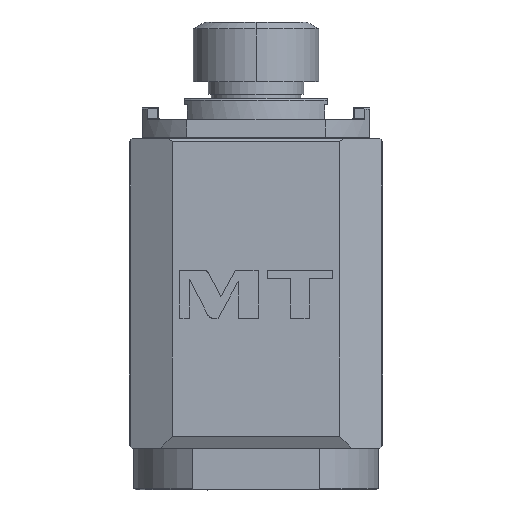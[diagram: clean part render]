
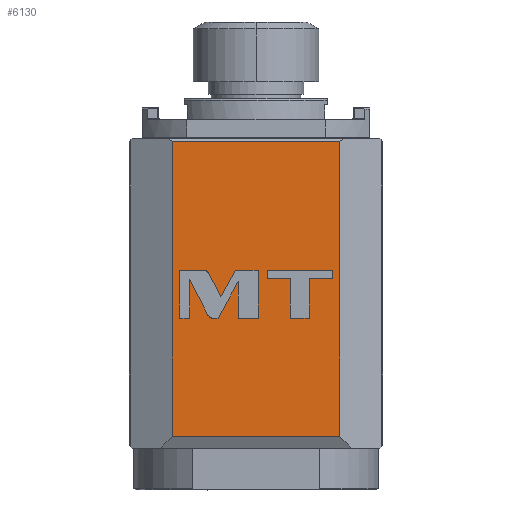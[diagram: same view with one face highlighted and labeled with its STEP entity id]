
A CAD part, left-side view. The second image highlights one B-rep face of the part: STEP entity #6130.
In plain terms, the highlighted planar face has unit normal (-1, 0, 0).
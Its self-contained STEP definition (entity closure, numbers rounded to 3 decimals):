
#773=DIRECTION('',(0.,1.,0.));
#774=VECTOR('',#773,56.);
#775=CARTESIAN_POINT('',(-99.,-28.,51.2));
#776=LINE('',#775,#774);
#777=DIRECTION('',(0.,0.,1.));
#778=VECTOR('',#777,98.7);
#779=CARTESIAN_POINT('',(-99.,-28.,-47.5));
#780=LINE('',#779,#778);
#781=DIRECTION('',(0.,-1.,0.));
#782=VECTOR('',#781,56.);
#783=CARTESIAN_POINT('',(-99.,28.,-47.5));
#784=LINE('',#783,#782);
#785=DIRECTION('',(0.,0.,1.));
#786=VECTOR('',#785,98.7);
#787=CARTESIAN_POINT('',(-99.,28.,-47.5));
#788=LINE('',#787,#786);
#789=CARTESIAN_POINT('',(-99.,15.816,6.958));
#790=CARTESIAN_POINT('',(-99.,16.148,7.601));
#791=CARTESIAN_POINT('',(-99.,16.804,8.));
#792=CARTESIAN_POINT('',(-99.,17.528,8.));
#794=DIRECTION('',(0.,1.,0.));
#795=VECTOR('',#794,8.043);
#796=CARTESIAN_POINT('',(-99.,17.528,8.));
#797=LINE('',#796,#795);
#798=DIRECTION('',(0.,0.,-1.));
#799=VECTOR('',#798,16.);
#800=CARTESIAN_POINT('',(-99.,25.571,8.));
#801=LINE('',#800,#799);
#802=DIRECTION('',(0.,-1.,0.));
#803=VECTOR('',#802,3.328);
#804=CARTESIAN_POINT('',(-99.,25.571,-8.));
#805=LINE('',#804,#803);
#806=DIRECTION('',(0.,0.,1.));
#807=VECTOR('',#806,12.962);
#808=CARTESIAN_POINT('',(-99.,22.243,-8.));
#809=LINE('',#808,#807);
#810=DIRECTION('',(0.,-0.459,-0.888));
#811=VECTOR('',#810,13.419);
#812=CARTESIAN_POINT('',(-99.,22.243,4.962));
#813=LINE('',#812,#811);
#814=CARTESIAN_POINT('',(-99.,16.08,-6.958));
#815=CARTESIAN_POINT('',(-99.,15.747,-7.601));
#816=CARTESIAN_POINT('',(-99.,15.091,-8.));
#817=CARTESIAN_POINT('',(-99.,14.367,-8.));
#819=DIRECTION('',(0.,-1.,0.));
#820=VECTOR('',#819,1.669);
#821=CARTESIAN_POINT('',(-99.,14.367,-8.));
#822=LINE('',#821,#820);
#823=DIRECTION('',(0.,-0.481,0.877));
#824=VECTOR('',#823,13.883);
#825=CARTESIAN_POINT('',(-99.,12.698,-8.));
#826=LINE('',#825,#824);
#827=DIRECTION('',(0.,0.,-1.));
#828=VECTOR('',#827,12.17);
#829=CARTESIAN_POINT('',(-99.,6.018,4.17));
#830=LINE('',#829,#828);
#831=DIRECTION('',(0.,-1.,0.));
#832=VECTOR('',#831,6.733);
#833=CARTESIAN_POINT('',(-99.,6.018,-8.));
#834=LINE('',#833,#832);
#835=DIRECTION('',(0.,0.,1.));
#836=VECTOR('',#835,16.);
#837=CARTESIAN_POINT('',(-99.,-0.715,-8.));
#838=LINE('',#837,#836);
#839=DIRECTION('',(0.,1.,0.));
#840=VECTOR('',#839,7.59);
#841=CARTESIAN_POINT('',(-99.,-0.715,8.));
#842=LINE('',#841,#840);
#843=DIRECTION('',(0.,0.481,-0.877));
#844=VECTOR('',#843,10.144);
#845=CARTESIAN_POINT('',(-99.,6.875,8.));
#846=LINE('',#845,#844);
#847=DIRECTION('',(0.,0.459,0.888));
#848=VECTOR('',#847,8.838);
#849=CARTESIAN_POINT('',(-99.,11.756,-0.893));
#850=LINE('',#849,#848);
#851=DIRECTION('',(0.,0.,-1.));
#852=VECTOR('',#851,13.275);
#853=CARTESIAN_POINT('',(-99.,-11.475,5.275));
#854=LINE('',#853,#852);
#855=DIRECTION('',(0.,-1.,0.));
#856=VECTOR('',#855,6.337);
#857=CARTESIAN_POINT('',(-99.,-11.475,-8.));
#858=LINE('',#857,#856);
#859=DIRECTION('',(0.,0.,1.));
#860=VECTOR('',#859,13.275);
#861=CARTESIAN_POINT('',(-99.,-17.812,-8.));
#862=LINE('',#861,#860);
#863=DIRECTION('',(0.,-1.,0.));
#864=VECTOR('',#863,7.757);
#865=CARTESIAN_POINT('',(-99.,-17.812,5.275));
#866=LINE('',#865,#864);
#867=DIRECTION('',(0.,0.,1.));
#868=VECTOR('',#867,2.725);
#869=CARTESIAN_POINT('',(-99.,-25.569,5.275));
#870=LINE('',#869,#868);
#871=DIRECTION('',(0.,1.,0.));
#872=VECTOR('',#871,21.851);
#873=CARTESIAN_POINT('',(-99.,-25.569,8.));
#874=LINE('',#873,#872);
#875=DIRECTION('',(0.,0.,-1.));
#876=VECTOR('',#875,2.725);
#877=CARTESIAN_POINT('',(-99.,-3.718,8.));
#878=LINE('',#877,#876);
#879=DIRECTION('',(0.,-1.,0.));
#880=VECTOR('',#879,7.757);
#881=CARTESIAN_POINT('',(-99.,-3.718,5.275));
#882=LINE('',#881,#880);
#4437=CARTESIAN_POINT('',(-99.,-28.,-47.5));
#4439=VERTEX_POINT('',#4437);
#4443=CARTESIAN_POINT('',(-99.,28.,-47.5));
#4444=VERTEX_POINT('',#4443);
#4449=CARTESIAN_POINT('',(-99.,-28.,51.2));
#4450=VERTEX_POINT('',#4449);
#4451=CARTESIAN_POINT('',(-99.,28.,51.2));
#4452=VERTEX_POINT('',#4451);
#5188=CARTESIAN_POINT('',(-99.,15.816,6.958));
#5189=VERTEX_POINT('',#5188);
#5190=CARTESIAN_POINT('',(-99.,17.528,8.));
#5191=VERTEX_POINT('',#5190);
#5192=CARTESIAN_POINT('',(-99.,25.571,8.));
#5193=VERTEX_POINT('',#5192);
#5194=CARTESIAN_POINT('',(-99.,25.571,-8.));
#5195=VERTEX_POINT('',#5194);
#5196=CARTESIAN_POINT('',(-99.,22.243,-8.));
#5197=VERTEX_POINT('',#5196);
#5198=CARTESIAN_POINT('',(-99.,22.243,4.962));
#5199=VERTEX_POINT('',#5198);
#5200=CARTESIAN_POINT('',(-99.,16.08,-6.958));
#5201=VERTEX_POINT('',#5200);
#5202=CARTESIAN_POINT('',(-99.,14.367,-8.));
#5203=VERTEX_POINT('',#5202);
#5204=CARTESIAN_POINT('',(-99.,12.698,-8.));
#5205=VERTEX_POINT('',#5204);
#5206=CARTESIAN_POINT('',(-99.,6.018,4.17));
#5207=VERTEX_POINT('',#5206);
#5208=CARTESIAN_POINT('',(-99.,6.018,-8.));
#5209=VERTEX_POINT('',#5208);
#5210=CARTESIAN_POINT('',(-99.,-0.715,-8.));
#5211=VERTEX_POINT('',#5210);
#5212=CARTESIAN_POINT('',(-99.,-0.715,8.));
#5213=VERTEX_POINT('',#5212);
#5214=CARTESIAN_POINT('',(-99.,6.875,8.));
#5215=VERTEX_POINT('',#5214);
#5216=CARTESIAN_POINT('',(-99.,11.756,-0.893));
#5217=VERTEX_POINT('',#5216);
#5218=CARTESIAN_POINT('',(-99.,-11.475,5.275));
#5219=VERTEX_POINT('',#5218);
#5220=CARTESIAN_POINT('',(-99.,-11.475,-8.));
#5221=VERTEX_POINT('',#5220);
#5222=CARTESIAN_POINT('',(-99.,-17.812,-8.));
#5223=VERTEX_POINT('',#5222);
#5224=CARTESIAN_POINT('',(-99.,-17.812,5.275));
#5225=VERTEX_POINT('',#5224);
#5226=CARTESIAN_POINT('',(-99.,-25.569,5.275));
#5227=VERTEX_POINT('',#5226);
#5228=CARTESIAN_POINT('',(-99.,-25.569,8.));
#5229=VERTEX_POINT('',#5228);
#5230=CARTESIAN_POINT('',(-99.,-3.718,8.));
#5231=VERTEX_POINT('',#5230);
#5232=CARTESIAN_POINT('',(-99.,-3.718,5.275));
#5233=VERTEX_POINT('',#5232);
#6068=CARTESIAN_POINT('',(-99.,0.,0.));
#6069=DIRECTION('',(1.,0.,0.));
#6070=DIRECTION('',(0.,1.,0.));
#6071=AXIS2_PLACEMENT_3D('',#6068,#6069,#6070);
#6072=PLANE('',#6071);
#6073=ORIENTED_EDGE('',*,*,#5828,.F.);
#6074=ORIENTED_EDGE('',*,*,#5815,.F.);
#6076=ORIENTED_EDGE('',*,*,#6075,.F.);
#6077=ORIENTED_EDGE('',*,*,#6053,.T.);
#6078=EDGE_LOOP('',(#6073,#6074,#6076,#6077));
#6079=FACE_OUTER_BOUND('',#6078,.F.);
#6081=ORIENTED_EDGE('',*,*,#6080,.T.);
#6083=ORIENTED_EDGE('',*,*,#6082,.T.);
#6085=ORIENTED_EDGE('',*,*,#6084,.T.);
#6087=ORIENTED_EDGE('',*,*,#6086,.T.);
#6089=ORIENTED_EDGE('',*,*,#6088,.T.);
#6091=ORIENTED_EDGE('',*,*,#6090,.T.);
#6093=ORIENTED_EDGE('',*,*,#6092,.T.);
#6095=ORIENTED_EDGE('',*,*,#6094,.T.);
#6097=ORIENTED_EDGE('',*,*,#6096,.T.);
#6099=ORIENTED_EDGE('',*,*,#6098,.T.);
#6101=ORIENTED_EDGE('',*,*,#6100,.T.);
#6103=ORIENTED_EDGE('',*,*,#6102,.T.);
#6105=ORIENTED_EDGE('',*,*,#6104,.T.);
#6107=ORIENTED_EDGE('',*,*,#6106,.T.);
#6109=ORIENTED_EDGE('',*,*,#6108,.T.);
#6110=EDGE_LOOP('',(#6081,#6083,#6085,#6087,#6089,#6091,#6093,#6095,#6097,#6099,
#6101,#6103,#6105,#6107,#6109));
#6111=FACE_BOUND('',#6110,.F.);
#6113=ORIENTED_EDGE('',*,*,#6112,.T.);
#6115=ORIENTED_EDGE('',*,*,#6114,.T.);
#6117=ORIENTED_EDGE('',*,*,#6116,.T.);
#6119=ORIENTED_EDGE('',*,*,#6118,.T.);
#6121=ORIENTED_EDGE('',*,*,#6120,.T.);
#6123=ORIENTED_EDGE('',*,*,#6122,.T.);
#6125=ORIENTED_EDGE('',*,*,#6124,.T.);
#6127=ORIENTED_EDGE('',*,*,#6126,.T.);
#6128=EDGE_LOOP('',(#6113,#6115,#6117,#6119,#6121,#6123,#6125,#6127));
#6129=FACE_BOUND('',#6128,.F.);
#6130=ADVANCED_FACE('',(#6079,#6111,#6129),#6072,.F.);
#793=B_SPLINE_CURVE_WITH_KNOTS('',3,(#789,#790,#791,#792),.UNSPECIFIED.,.F.,.F.,
(4,4),(0.,1.),.UNSPECIFIED.);
#818=B_SPLINE_CURVE_WITH_KNOTS('',3,(#814,#815,#816,#817),.UNSPECIFIED.,.F.,.F.,
(4,4),(0.,1.),.UNSPECIFIED.);
#5815=EDGE_CURVE('',#4439,#4450,#780,.T.);
#5828=EDGE_CURVE('',#4450,#4452,#776,.T.);
#6053=EDGE_CURVE('',#4444,#4452,#788,.T.);
#6075=EDGE_CURVE('',#4444,#4439,#784,.T.);
#6080=EDGE_CURVE('',#5189,#5191,#793,.T.);
#6082=EDGE_CURVE('',#5191,#5193,#797,.T.);
#6084=EDGE_CURVE('',#5193,#5195,#801,.T.);
#6086=EDGE_CURVE('',#5195,#5197,#805,.T.);
#6088=EDGE_CURVE('',#5197,#5199,#809,.T.);
#6090=EDGE_CURVE('',#5199,#5201,#813,.T.);
#6092=EDGE_CURVE('',#5201,#5203,#818,.T.);
#6094=EDGE_CURVE('',#5203,#5205,#822,.T.);
#6096=EDGE_CURVE('',#5205,#5207,#826,.T.);
#6098=EDGE_CURVE('',#5207,#5209,#830,.T.);
#6100=EDGE_CURVE('',#5209,#5211,#834,.T.);
#6102=EDGE_CURVE('',#5211,#5213,#838,.T.);
#6104=EDGE_CURVE('',#5213,#5215,#842,.T.);
#6106=EDGE_CURVE('',#5215,#5217,#846,.T.);
#6108=EDGE_CURVE('',#5217,#5189,#850,.T.);
#6112=EDGE_CURVE('',#5219,#5221,#854,.T.);
#6114=EDGE_CURVE('',#5221,#5223,#858,.T.);
#6116=EDGE_CURVE('',#5223,#5225,#862,.T.);
#6118=EDGE_CURVE('',#5225,#5227,#866,.T.);
#6120=EDGE_CURVE('',#5227,#5229,#870,.T.);
#6122=EDGE_CURVE('',#5229,#5231,#874,.T.);
#6124=EDGE_CURVE('',#5231,#5233,#878,.T.);
#6126=EDGE_CURVE('',#5233,#5219,#882,.T.);
